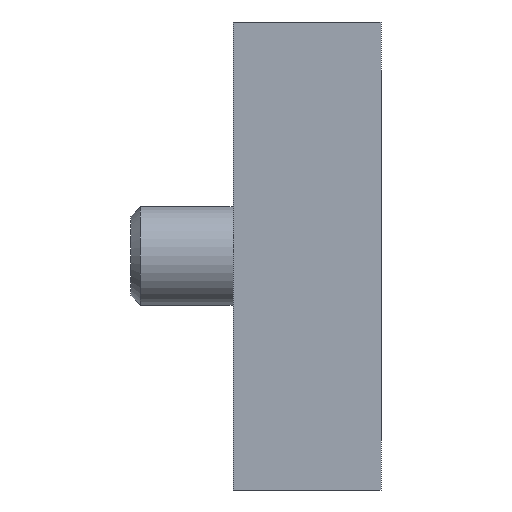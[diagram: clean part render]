
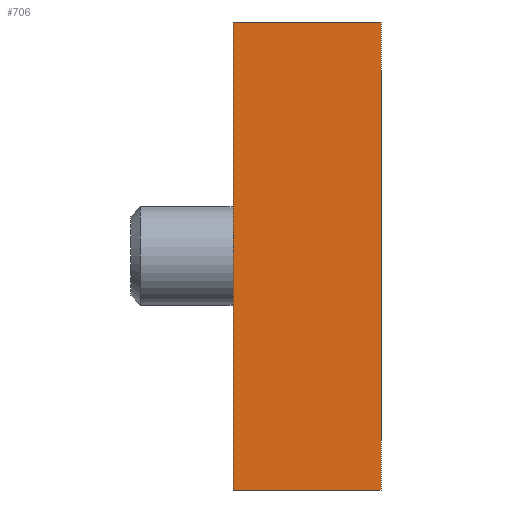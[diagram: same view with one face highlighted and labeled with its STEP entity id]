
A CAD part, front view. The second image highlights one B-rep face of the part: STEP entity #706.
In plain terms, the highlighted face is planar.
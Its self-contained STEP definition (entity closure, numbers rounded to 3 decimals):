
#115=ORIENTED_EDGE('',*,*,#281,.T.);
#116=ORIENTED_EDGE('',*,*,#282,.F.);
#117=ORIENTED_EDGE('',*,*,#283,.F.);
#118=ORIENTED_EDGE('',*,*,#284,.T.);
#281=EDGE_CURVE('',#364,#365,#426,.T.);
#282=EDGE_CURVE('',#366,#365,#427,.T.);
#283=EDGE_CURVE('',#367,#366,#428,.T.);
#284=EDGE_CURVE('',#367,#364,#429,.T.);
#364=VERTEX_POINT('',#1133);
#365=VERTEX_POINT('',#1134);
#366=VERTEX_POINT('',#1136);
#367=VERTEX_POINT('',#1138);
#426=LINE('',#1132,#456);
#427=LINE('',#1135,#457);
#428=LINE('',#1137,#458);
#429=LINE('',#1139,#459);
#456=VECTOR('',#894,1000.);
#457=VECTOR('',#895,1000.);
#458=VECTOR('',#896,1000.);
#459=VECTOR('',#897,1000.);
#486=EDGE_LOOP('',(#115,#116,#117,#118));
#582=FACE_BOUND('',#486,.T.);
#679=PLANE('',#786);
#706=ADVANCED_FACE('',(#582),#679,.F.);
#786=AXIS2_PLACEMENT_3D('',#1131,#892,#893);
#892=DIRECTION('',(0.,-1.,0.));
#893=DIRECTION('',(0.,0.,-1.));
#894=DIRECTION('',(-1.,0.,0.));
#895=DIRECTION('',(0.,0.,-1.));
#896=DIRECTION('',(-1.,0.,0.));
#897=DIRECTION('',(0.,0.,-1.));
#1131=CARTESIAN_POINT('',(19.,78.5,12.));
#1132=CARTESIAN_POINT('',(19.,78.5,0.));
#1133=CARTESIAN_POINT('',(19.,78.5,0.));
#1134=CARTESIAN_POINT('',(-19.,78.5,0.));
#1135=CARTESIAN_POINT('',(-19.,78.5,12.));
#1136=CARTESIAN_POINT('',(-19.,78.5,12.));
#1137=CARTESIAN_POINT('',(19.,78.5,12.));
#1138=CARTESIAN_POINT('',(19.,78.5,12.));
#1139=CARTESIAN_POINT('',(19.,78.5,12.));
